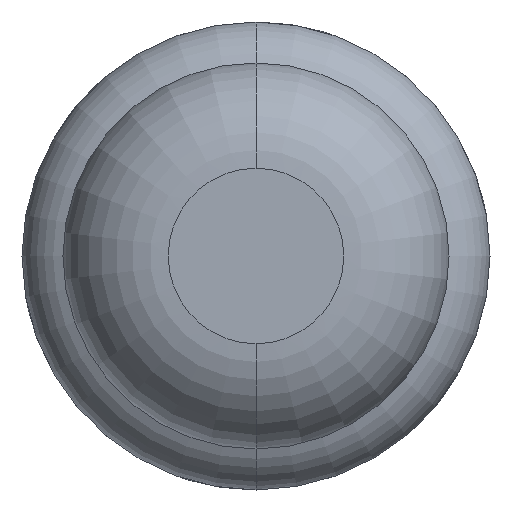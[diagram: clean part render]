
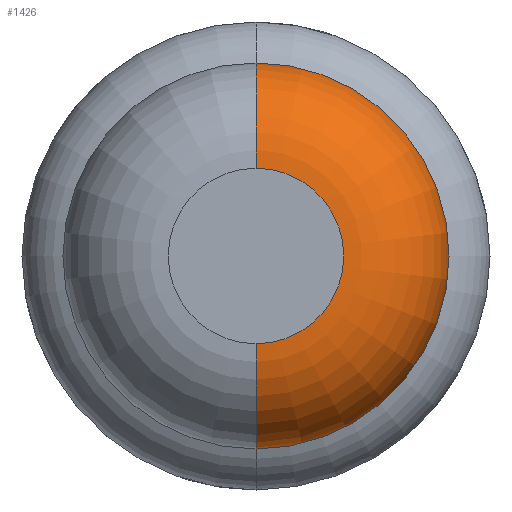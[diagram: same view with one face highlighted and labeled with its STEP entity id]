
A CAD part, front view. The second image highlights one B-rep face of the part: STEP entity #1426.
In plain terms, the highlighted toroidal (fillet/blend) face has major radius 0.375 mm and minor radius 0.45 mm.
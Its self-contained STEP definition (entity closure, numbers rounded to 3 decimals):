
#14 = AXIS2_PLACEMENT_3D ( 'NONE', #225, #3042, #214 ) ;
#214 = DIRECTION ( 'NONE',  ( 0., 0., 1. ) ) ;
#217 = ORIENTED_EDGE ( 'NONE', *, *, #1556, .F. ) ;
#225 = CARTESIAN_POINT ( 'NONE',  ( 0., -26.95, 0. ) ) ;
#232 = ORIENTED_EDGE ( 'NONE', *, *, #2733, .T. ) ;
#253 = EDGE_LOOP ( 'NONE', ( #1247, #232, #532, #217 ) ) ;
#399 = CIRCLE ( 'NONE', #14, 0.825 ) ;
#532 = ORIENTED_EDGE ( 'NONE', *, *, #1325, .F. ) ;
#724 = VERTEX_POINT ( 'NONE', #2281 ) ;
#799 = DIRECTION ( 'NONE',  ( 0., 0., 1. ) ) ;
#822 = VERTEX_POINT ( 'NONE', #1422 ) ;
#825 = CARTESIAN_POINT ( 'NONE',  ( 0., -27.4, 0. ) ) ;
#901 = CARTESIAN_POINT ( 'NONE',  ( 0., -27.4, 0.375 ) ) ;
#968 = CIRCLE ( 'NONE', #1196, 0.45 ) ;
#1128 = TOROIDAL_SURFACE ( 'NONE', #2310, 0.375, 0.45 ) ;
#1196 = AXIS2_PLACEMENT_3D ( 'NONE', #3176, #2892, #799 ) ;
#1216 = DIRECTION ( 'NONE',  ( 0., 0., -1. ) ) ;
#1230 = VERTEX_POINT ( 'NONE', #2247 ) ;
#1247 = ORIENTED_EDGE ( 'NONE', *, *, #2914, .T. ) ;
#1278 = DIRECTION ( 'NONE',  ( 0., 0., 1. ) ) ;
#1325 = EDGE_CURVE ( 'Defeature ausgef�hrt1_6+Defeature ausgef�hrt1_5+Defeature ausgef�hrt1_5+Defeature ausgef�hrt1_5', #1230, #724, #399, .T. ) ;
#1422 = CARTESIAN_POINT ( 'NONE',  ( 0., -27.4, -0.375 ) ) ;
#1426 = ADVANCED_FACE ( 'Defeature ausgef�hrt1_5', ( #2261 ), #1128, .T. ) ;
#1556 = EDGE_CURVE ( 'NONE', #3274, #1230, #968, .T. ) ;
#1568 = DIRECTION ( 'NONE',  ( 0., 1., 0. ) ) ;
#1609 = DIRECTION ( 'NONE',  ( 0., 0., 1. ) ) ;
#1996 = CARTESIAN_POINT ( 'NONE',  ( 0., -26.95, -0.375 ) ) ;
#2247 = CARTESIAN_POINT ( 'NONE',  ( 0., -26.95, 0.825 ) ) ;
#2261 = FACE_OUTER_BOUND ( 'NONE', #253, .T. ) ;
#2281 = CARTESIAN_POINT ( 'NONE',  ( 0., -26.95, -0.825 ) ) ;
#2310 = AXIS2_PLACEMENT_3D ( 'NONE', #2824, #1568, #1278 ) ;
#2514 = DIRECTION ( 'NONE',  ( 1., 0., 0. ) ) ;
#2733 = EDGE_CURVE ( 'NONE', #822, #724, #3005, .T. ) ;
#2824 = CARTESIAN_POINT ( 'NONE',  ( 0., -26.95, 0. ) ) ;
#2851 = AXIS2_PLACEMENT_3D ( 'NONE', #1996, #2514, #1216 ) ;
#2892 = DIRECTION ( 'NONE',  ( -1., 0., 0. ) ) ;
#2904 = DIRECTION ( 'NONE',  ( 0., 1., 0. ) ) ;
#2914 = EDGE_CURVE ( 'Defeature ausgef�hrt1_5+Defeature ausgef�hrt1_4+Defeature ausgef�hrt1_4+Defeature ausgef�hrt1_4', #3274, #822, #3286, .T. ) ;
#3005 = CIRCLE ( 'NONE', #2851, 0.45 ) ;
#3042 = DIRECTION ( 'NONE',  ( 0., 1., 0. ) ) ;
#3176 = CARTESIAN_POINT ( 'NONE',  ( 0., -26.95, 0.375 ) ) ;
#3256 = AXIS2_PLACEMENT_3D ( 'NONE', #825, #2904, #1609 ) ;
#3274 = VERTEX_POINT ( 'NONE', #901 ) ;
#3286 = CIRCLE ( 'NONE', #3256, 0.375 ) ;
